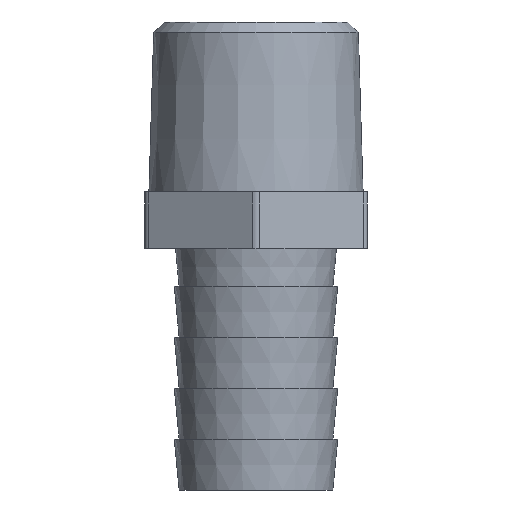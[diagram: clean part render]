
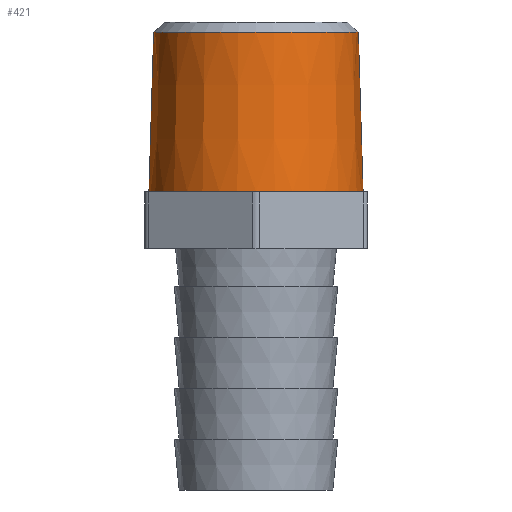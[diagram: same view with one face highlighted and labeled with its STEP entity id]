
A CAD part, front view. The second image highlights one B-rep face of the part: STEP entity #421.
In plain terms, the highlighted conical face has half-angle 1.7 degrees and reference radius 10.681 mm.
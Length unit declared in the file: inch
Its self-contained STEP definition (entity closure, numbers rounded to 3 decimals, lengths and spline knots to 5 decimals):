
#27 = VERTEX_POINT ( 'NONE', #1001 ) ;
#46 = VECTOR ( 'NONE', #79, 39.37008 ) ;
#79 = DIRECTION ( 'NONE',  ( 0.03, 0., -1. ) ) ;
#99 = ORIENTED_EDGE ( 'NONE', *, *, #353, .F. ) ;
#137 = CARTESIAN_POINT ( 'NONE',  ( -0.4205, 0., 0.1115 ) ) ;
#169 = EDGE_CURVE ( 'NONE', #252, #27, #760, .T. ) ;
#211 = LINE ( 'NONE', #137, #455 ) ;
#221 = DIRECTION ( 'NONE',  ( -0.03, 0., -1. ) ) ;
#235 = DIRECTION ( 'NONE',  ( 0., 0., 1. ) ) ;
#252 = VERTEX_POINT ( 'NONE', #1136 ) ;
#266 = VERTEX_POINT ( 'NONE', #506 ) ;
#313 = FACE_OUTER_BOUND ( 'NONE', #554, .T. ) ;
#353 = EDGE_CURVE ( 'NONE', #252, #266, #748, .T. ) ;
#356 = DIRECTION ( 'NONE',  ( 1., 0., 0. ) ) ;
#362 = AXIS2_PLACEMENT_3D ( 'NONE', #783, #235, #873 ) ;
#413 = CARTESIAN_POINT ( 'NONE',  ( -0.4205, 0., 0.1115 ) ) ;
#421 = ADVANCED_FACE ( 'NONE', ( #313 ), #689, .T. ) ;
#439 = ORIENTED_EDGE ( 'NONE', *, *, #169, .T. ) ;
#455 = VECTOR ( 'NONE', #221, 39.37008 ) ;
#495 = CARTESIAN_POINT ( 'NONE',  ( 0., 0., 0.73852 ) ) ;
#506 = CARTESIAN_POINT ( 'NONE',  ( 0.4205, 0., 0.1115 ) ) ;
#512 = AXIS2_PLACEMENT_3D ( 'NONE', #495, #1124, #584 ) ;
#540 = DIRECTION ( 'NONE',  ( 0., 0., -1. ) ) ;
#554 = EDGE_LOOP ( 'NONE', ( #439, #611, #1063, #99 ) ) ;
#584 = DIRECTION ( 'NONE',  ( -1., 0., 0. ) ) ;
#611 = ORIENTED_EDGE ( 'NONE', *, *, #662, .T. ) ;
#662 = EDGE_CURVE ( 'NONE', #27, #980, #211, .T. ) ;
#689 = CONICAL_SURFACE ( 'NONE', #798, 0.4205, 0.03 ) ;
#748 = LINE ( 'NONE', #891, #46 ) ;
#760 = CIRCLE ( 'NONE', #512, 0.40189 ) ;
#783 = CARTESIAN_POINT ( 'NONE',  ( 0., 0., 0.1115 ) ) ;
#798 = AXIS2_PLACEMENT_3D ( 'NONE', #991, #540, #356 ) ;
#873 = DIRECTION ( 'NONE',  ( 1., 0., 0. ) ) ;
#891 = CARTESIAN_POINT ( 'NONE',  ( 0.4205, 0., 0.1115 ) ) ;
#980 = VERTEX_POINT ( 'NONE', #413 ) ;
#991 = CARTESIAN_POINT ( 'NONE',  ( 0., 0., 0.1115 ) ) ;
#997 = CIRCLE ( 'NONE', #362, 0.4205 ) ;
#1001 = CARTESIAN_POINT ( 'NONE',  ( -0.40189, 0., 0.73852 ) ) ;
#1037 = EDGE_CURVE ( 'NONE', #980, #266, #997, .T. ) ;
#1063 = ORIENTED_EDGE ( 'NONE', *, *, #1037, .T. ) ;
#1124 = DIRECTION ( 'NONE',  ( 0., 0., -1. ) ) ;
#1136 = CARTESIAN_POINT ( 'NONE',  ( 0.40189, 0., 0.73852 ) ) ;
